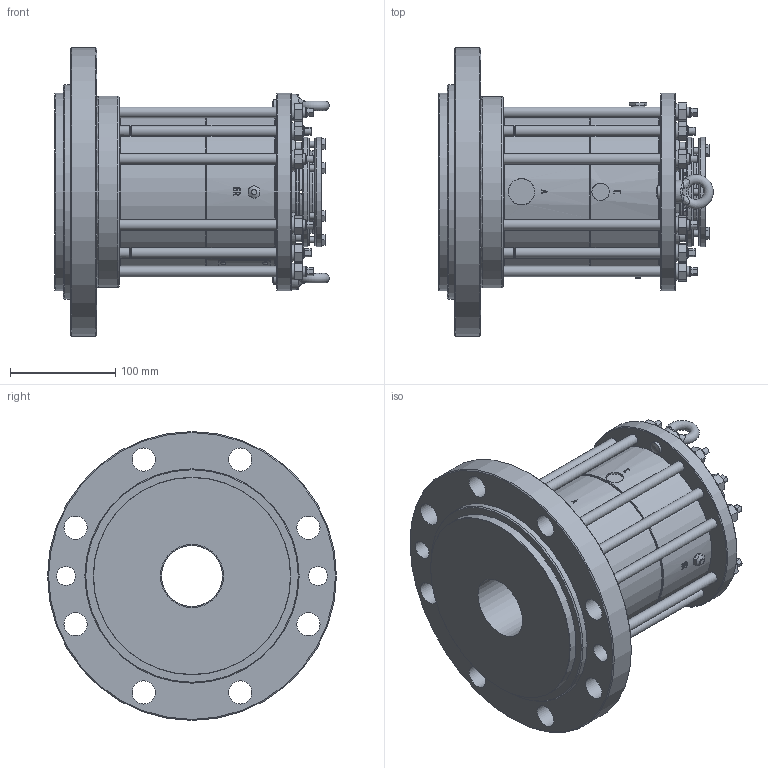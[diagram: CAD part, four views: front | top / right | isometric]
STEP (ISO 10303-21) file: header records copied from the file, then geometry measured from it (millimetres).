
FILE_DESCRIPTION(/* description */ ('Unknown'),/* implementation_level */ '2;1');
FILE_NAME(/* name */ '60mm',/* time_stamp */ '2023-04-14T12:34:20+01:00',/* author */ ('Unknown'),/* organization */ ('Unknown'),/* preprocessor_version */ 'ST-DEVELOPER v18.102',/* originating_system */ 'Solid Edge',/* authorisation */ 'Unknown');
FILE_SCHEMA (('AUTOMOTIVE_DESIGN {1 0 10303 214 3 1 1}'));
Length unit declared in the file: millimetre
Products named in the file (1): 60mm
Bounding box: 261.21 x 275 x 275 mm (x, y, z)
Volume: 5086408.4 mm3; surface area: 435105.6 mm2
Topology: 1 solids, 1 shells, 854 faces, 2115 edges, 1312 vertices
Faces by surface type: plane 368, cone 236, cylinder 168, torus 40, bspline 40, sphere 2
Full cylindrical faces by diameter (mm): 2.5 x4, 3.175 x2, 4.94 x1, 6 x6, 9.728 x1, 10 x4, 10.008 x40, 12 x2, 12.5 x1, 16.002 x1, 16.5 x1, 18 x2, 22 x10, 25 x2, 31.699 x4, 58 x1, 60 x1, 68.174 x1, 68.91 x1, 73.762 x1, 103.988 x2, 129.845 x1, 146.304 x1, 148.336 x1, 150.368 x1, 182.88 x1, 188 x1, 188.468 x1, 204 x1, 275 x1
Entity records: 31670 total; most frequent: CARTESIAN_POINT 7523, ORIENTED_EDGE 3604, DIRECTION 3587, EDGE_CURVE 1802, AXIS2_PLACEMENT_3D 1529, FACE_BOUND 1209, EDGE_LOOP 1205, VERTEX_POINT 1195
